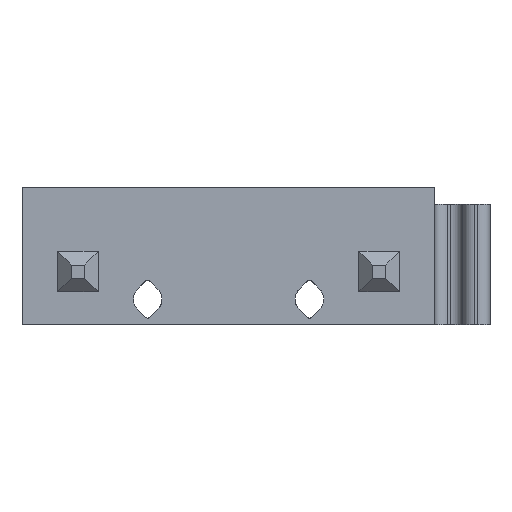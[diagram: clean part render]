
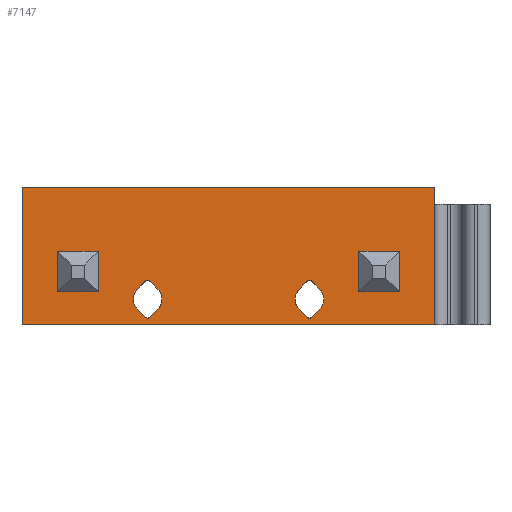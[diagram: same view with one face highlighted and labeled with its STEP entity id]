
A CAD part, left-side view. The second image highlights one B-rep face of the part: STEP entity #7147.
In plain terms, the highlighted planar face has unit normal (-1, 0, 0).
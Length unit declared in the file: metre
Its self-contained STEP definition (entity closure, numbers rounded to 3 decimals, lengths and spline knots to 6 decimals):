
#64=CIRCLE('',#7550,0.002075);
#65=CIRCLE('',#7551,0.0004);
#66=CIRCLE('',#7552,0.002075);
#67=CIRCLE('',#7553,0.0004);
#68=CIRCLE('',#7554,0.002075);
#69=CIRCLE('',#7555,0.0004);
#70=CIRCLE('',#7556,0.002075);
#71=CIRCLE('',#7557,0.0004);
#363=PLANE('',#7549);
#665=LINE('',#10462,#1442);
#690=LINE('',#10585,#1467);
#691=LINE('',#10588,#1468);
#692=LINE('',#10590,#1469);
#693=LINE('',#10592,#1470);
#694=LINE('',#10593,#1471);
#695=LINE('',#10596,#1472);
#696=LINE('',#10598,#1473);
#697=LINE('',#10600,#1474);
#698=LINE('',#10604,#1475);
#699=LINE('',#10608,#1476);
#700=LINE('',#10612,#1477);
#701=LINE('',#10616,#1478);
#702=LINE('',#10617,#1479);
#703=LINE('',#10622,#1480);
#704=LINE('',#10626,#1481);
#705=LINE('',#10630,#1482);
#706=LINE('',#10633,#1483);
#707=LINE('',#10635,#1484);
#708=LINE('',#10637,#1485);
#1442=VECTOR('',#8241,1.);
#1467=VECTOR('',#8276,1.);
#1468=VECTOR('',#8277,1.);
#1469=VECTOR('',#8278,1.);
#1470=VECTOR('',#8279,1.);
#1471=VECTOR('',#8280,1.);
#1472=VECTOR('',#8281,1.);
#1473=VECTOR('',#8282,1.);
#1474=VECTOR('',#8283,1.);
#1475=VECTOR('',#8286,1.);
#1476=VECTOR('',#8289,1.);
#1477=VECTOR('',#8292,1.);
#1478=VECTOR('',#8295,1.);
#1479=VECTOR('',#8296,1.);
#1480=VECTOR('',#8299,1.);
#1481=VECTOR('',#8302,1.);
#1482=VECTOR('',#8305,1.);
#1483=VECTOR('',#8308,1.);
#1484=VECTOR('',#8309,1.);
#1485=VECTOR('',#8310,1.);
#2456=ORIENTED_EDGE('',*,*,#4510,.T.);
#2457=ORIENTED_EDGE('',*,*,#4511,.T.);
#2458=ORIENTED_EDGE('',*,*,#4512,.T.);
#2459=ORIENTED_EDGE('',*,*,#4513,.T.);
#2460=ORIENTED_EDGE('',*,*,#4514,.T.);
#2461=ORIENTED_EDGE('',*,*,#4515,.T.);
#2462=ORIENTED_EDGE('',*,*,#4516,.T.);
#2463=ORIENTED_EDGE('',*,*,#4517,.T.);
#2464=ORIENTED_EDGE('',*,*,#4518,.F.);
#2465=ORIENTED_EDGE('',*,*,#4519,.T.);
#2466=ORIENTED_EDGE('',*,*,#4520,.F.);
#2467=ORIENTED_EDGE('',*,*,#4521,.F.);
#2468=ORIENTED_EDGE('',*,*,#4522,.F.);
#2469=ORIENTED_EDGE('',*,*,#4523,.F.);
#2470=ORIENTED_EDGE('',*,*,#4524,.F.);
#2471=ORIENTED_EDGE('',*,*,#4525,.T.);
#2472=ORIENTED_EDGE('',*,*,#4526,.F.);
#2473=ORIENTED_EDGE('',*,*,#4527,.T.);
#2474=ORIENTED_EDGE('',*,*,#4528,.F.);
#2475=ORIENTED_EDGE('',*,*,#4529,.T.);
#2476=ORIENTED_EDGE('',*,*,#4530,.T.);
#2477=ORIENTED_EDGE('',*,*,#4531,.T.);
#2478=ORIENTED_EDGE('',*,*,#4532,.T.);
#2479=ORIENTED_EDGE('',*,*,#4533,.T.);
#2480=ORIENTED_EDGE('',*,*,#4534,.T.);
#2481=ORIENTED_EDGE('',*,*,#4465,.F.);
#2482=ORIENTED_EDGE('',*,*,#4535,.T.);
#2483=ORIENTED_EDGE('',*,*,#4536,.T.);
#4465=EDGE_CURVE('',#5516,#5517,#665,.F.);
#4510=EDGE_CURVE('',#5561,#5562,#690,.T.);
#4511=EDGE_CURVE('',#5562,#5563,#691,.F.);
#4512=EDGE_CURVE('',#5563,#5564,#692,.F.);
#4513=EDGE_CURVE('',#5564,#5561,#693,.T.);
#4514=EDGE_CURVE('',#5565,#5566,#694,.F.);
#4515=EDGE_CURVE('',#5566,#5567,#695,.F.);
#4516=EDGE_CURVE('',#5567,#5568,#696,.T.);
#4517=EDGE_CURVE('',#5568,#5565,#697,.T.);
#4518=EDGE_CURVE('',#5569,#5570,#64,.F.);
#4519=EDGE_CURVE('',#5569,#5571,#698,.T.);
#4520=EDGE_CURVE('',#5572,#5571,#65,.F.);
#4521=EDGE_CURVE('',#5573,#5572,#699,.T.);
#4522=EDGE_CURVE('',#5574,#5573,#66,.F.);
#4523=EDGE_CURVE('',#5575,#5574,#700,.T.);
#4524=EDGE_CURVE('',#5576,#5575,#67,.F.);
#4525=EDGE_CURVE('',#5576,#5570,#701,.T.);
#4526=EDGE_CURVE('',#5577,#5578,#702,.T.);
#4527=EDGE_CURVE('',#5577,#5579,#68,.T.);
#4528=EDGE_CURVE('',#5580,#5579,#703,.T.);
#4529=EDGE_CURVE('',#5580,#5581,#69,.T.);
#4530=EDGE_CURVE('',#5581,#5582,#704,.T.);
#4531=EDGE_CURVE('',#5582,#5583,#70,.T.);
#4532=EDGE_CURVE('',#5583,#5584,#705,.T.);
#4533=EDGE_CURVE('',#5584,#5578,#71,.T.);
#4534=EDGE_CURVE('',#5585,#5517,#706,.T.);
#4535=EDGE_CURVE('',#5516,#5586,#707,.T.);
#4536=EDGE_CURVE('',#5586,#5585,#708,.F.);
#5516=VERTEX_POINT('',#10463);
#5517=VERTEX_POINT('',#10464);
#5561=VERTEX_POINT('',#10586);
#5562=VERTEX_POINT('',#10587);
#5563=VERTEX_POINT('',#10589);
#5564=VERTEX_POINT('',#10591);
#5565=VERTEX_POINT('',#10594);
#5566=VERTEX_POINT('',#10595);
#5567=VERTEX_POINT('',#10597);
#5568=VERTEX_POINT('',#10599);
#5569=VERTEX_POINT('',#10602);
#5570=VERTEX_POINT('',#10603);
#5571=VERTEX_POINT('',#10605);
#5572=VERTEX_POINT('',#10607);
#5573=VERTEX_POINT('',#10609);
#5574=VERTEX_POINT('',#10611);
#5575=VERTEX_POINT('',#10613);
#5576=VERTEX_POINT('',#10615);
#5577=VERTEX_POINT('',#10618);
#5578=VERTEX_POINT('',#10619);
#5579=VERTEX_POINT('',#10621);
#5580=VERTEX_POINT('',#10623);
#5581=VERTEX_POINT('',#10625);
#5582=VERTEX_POINT('',#10627);
#5583=VERTEX_POINT('',#10629);
#5584=VERTEX_POINT('',#10631);
#5585=VERTEX_POINT('',#10634);
#5586=VERTEX_POINT('',#10636);
#6297=EDGE_LOOP('',(#2456,#2457,#2458,#2459));
#6298=EDGE_LOOP('',(#2460,#2461,#2462,#2463));
#6299=EDGE_LOOP('',(#2464,#2465,#2466,#2467,#2468,#2469,#2470,#2471));
#6300=EDGE_LOOP('',(#2472,#2473,#2474,#2475,#2476,#2477,#2478,#2479));
#6301=EDGE_LOOP('',(#2480,#2481,#2482,#2483));
#6704=FACE_BOUND('',#6297,.T.);
#6705=FACE_BOUND('',#6298,.T.);
#6706=FACE_BOUND('',#6299,.T.);
#6707=FACE_BOUND('',#6300,.T.);
#6708=FACE_BOUND('',#6301,.T.);
#7147=ADVANCED_FACE('',(#6704,#6705,#6706,#6707,#6708),#363,.F.);
#7549=AXIS2_PLACEMENT_3D('',#10584,#8274,#8275);
#7550=AXIS2_PLACEMENT_3D('',#10601,#8284,#8285);
#7551=AXIS2_PLACEMENT_3D('',#10606,#8287,#8288);
#7552=AXIS2_PLACEMENT_3D('',#10610,#8290,#8291);
#7553=AXIS2_PLACEMENT_3D('',#10614,#8293,#8294);
#7554=AXIS2_PLACEMENT_3D('',#10620,#8297,#8298);
#7555=AXIS2_PLACEMENT_3D('',#10624,#8300,#8301);
#7556=AXIS2_PLACEMENT_3D('',#10628,#8303,#8304);
#7557=AXIS2_PLACEMENT_3D('',#10632,#8306,#8307);
#8241=DIRECTION('',(0.,1.,0.));
#8274=DIRECTION('',(1.,0.,0.));
#8275=DIRECTION('',(0.,1.,0.));
#8276=DIRECTION('',(0.,0.,1.));
#8277=DIRECTION('',(0.,1.,0.));
#8278=DIRECTION('',(0.,0.,1.));
#8279=DIRECTION('',(0.,1.,0.));
#8280=DIRECTION('',(0.,0.,1.));
#8281=DIRECTION('',(0.,-1.,0.));
#8282=DIRECTION('',(0.,0.,1.));
#8283=DIRECTION('',(0.,-1.,0.));
#8284=DIRECTION('',(1.,0.,0.));
#8285=DIRECTION('',(0.,1.,0.));
#8286=DIRECTION('',(0.,0.707,-0.707));
#8287=DIRECTION('',(1.,0.,0.));
#8288=DIRECTION('',(0.,1.,0.));
#8289=DIRECTION('',(0.,-0.707,-0.707));
#8290=DIRECTION('',(1.,0.,0.));
#8291=DIRECTION('',(0.,1.,0.));
#8292=DIRECTION('',(0.,0.707,-0.707));
#8293=DIRECTION('',(1.,0.,0.));
#8294=DIRECTION('',(0.,1.,0.));
#8295=DIRECTION('',(0.,-0.707,-0.707));
#8296=DIRECTION('',(0.,-0.707,-0.707));
#8297=DIRECTION('',(1.,0.,0.));
#8298=DIRECTION('',(0.,1.,0.));
#8299=DIRECTION('',(0.,0.707,-0.707));
#8300=DIRECTION('',(1.,0.,0.));
#8301=DIRECTION('',(0.,1.,0.));
#8302=DIRECTION('',(0.,-0.707,-0.707));
#8303=DIRECTION('',(1.,0.,0.));
#8304=DIRECTION('',(0.,1.,0.));
#8305=DIRECTION('',(0.,0.707,-0.707));
#8306=DIRECTION('',(1.,0.,0.));
#8307=DIRECTION('',(0.,1.,0.));
#8308=DIRECTION('',(0.,0.,1.));
#8309=DIRECTION('',(0.,0.,-1.));
#8310=DIRECTION('',(0.,1.,0.));
#10462=CARTESIAN_POINT('',(1.230025,1.542111,0.38));
#10463=CARTESIAN_POINT('',(1.230025,1.65,0.38));
#10464=CARTESIAN_POINT('',(1.230025,1.590025,0.38));
#10584=CARTESIAN_POINT('',(1.230025,1.542111,0.38));
#10585=CARTESIAN_POINT('',(1.230025,1.601071,0.38));
#10586=CARTESIAN_POINT('',(1.230025,1.601071,0.364783));
#10587=CARTESIAN_POINT('',(1.230025,1.601071,0.370683));
#10588=CARTESIAN_POINT('',(1.230025,1.542111,0.370683));
#10589=CARTESIAN_POINT('',(1.230025,1.595171,0.370683));
#10590=CARTESIAN_POINT('',(1.230025,1.595171,0.38));
#10591=CARTESIAN_POINT('',(1.230025,1.595171,0.364783));
#10592=CARTESIAN_POINT('',(1.230025,1.542111,0.364783));
#10593=CARTESIAN_POINT('',(1.230025,1.638929,0.38));
#10594=CARTESIAN_POINT('',(1.230025,1.638929,0.370683));
#10595=CARTESIAN_POINT('',(1.230025,1.638929,0.364783));
#10596=CARTESIAN_POINT('',(1.230025,1.542111,0.364783));
#10597=CARTESIAN_POINT('',(1.230025,1.644829,0.364783));
#10598=CARTESIAN_POINT('',(1.230025,1.644829,0.38));
#10599=CARTESIAN_POINT('',(1.230025,1.644829,0.370683));
#10600=CARTESIAN_POINT('',(1.230025,1.542111,0.370683));
#10601=CARTESIAN_POINT('',(1.230025,1.608267,0.363733));
#10602=CARTESIAN_POINT('',(1.230025,1.606799,0.362266));
#10603=CARTESIAN_POINT('',(1.230025,1.606799,0.365201));
#10604=CARTESIAN_POINT('',(1.230025,1.565588,0.403477));
#10605=CARTESIAN_POINT('',(1.230025,1.607984,0.361082));
#10606=CARTESIAN_POINT('',(1.230025,1.608267,0.361365));
#10607=CARTESIAN_POINT('',(1.230025,1.608549,0.361082));
#10608=CARTESIAN_POINT('',(1.230025,1.584789,0.337322));
#10609=CARTESIAN_POINT('',(1.230025,1.609734,0.362266));
#10610=CARTESIAN_POINT('',(1.230025,1.608267,0.363733));
#10611=CARTESIAN_POINT('',(1.230025,1.609734,0.365201));
#10612=CARTESIAN_POINT('',(1.230025,1.568523,0.406412));
#10613=CARTESIAN_POINT('',(1.230025,1.608549,0.366385));
#10614=CARTESIAN_POINT('',(1.230025,1.608267,0.366102));
#10615=CARTESIAN_POINT('',(1.230025,1.607984,0.366385));
#10616=CARTESIAN_POINT('',(1.230025,1.581855,0.340256));
#10617=CARTESIAN_POINT('',(1.230025,1.596523,0.325588));
#10618=CARTESIAN_POINT('',(1.230025,1.633201,0.362266));
#10619=CARTESIAN_POINT('',(1.230025,1.632016,0.361082));
#10620=CARTESIAN_POINT('',(1.230025,1.631733,0.363733));
#10621=CARTESIAN_POINT('',(1.230025,1.633201,0.365201));
#10622=CARTESIAN_POINT('',(1.230025,1.580256,0.418145));
#10623=CARTESIAN_POINT('',(1.230025,1.632016,0.366385));
#10624=CARTESIAN_POINT('',(1.230025,1.631733,0.366102));
#10625=CARTESIAN_POINT('',(1.230025,1.631451,0.366385));
#10626=CARTESIAN_POINT('',(1.230025,1.593588,0.328523));
#10627=CARTESIAN_POINT('',(1.230025,1.630266,0.365201));
#10628=CARTESIAN_POINT('',(1.230025,1.631733,0.363733));
#10629=CARTESIAN_POINT('',(1.230025,1.630266,0.362266));
#10630=CARTESIAN_POINT('',(1.230025,1.577322,0.415211));
#10631=CARTESIAN_POINT('',(1.230025,1.631451,0.361082));
#10632=CARTESIAN_POINT('',(1.230025,1.631733,0.361365));
#10633=CARTESIAN_POINT('',(1.230025,1.590025,0.38));
#10634=CARTESIAN_POINT('',(1.230025,1.590025,0.36));
#10635=CARTESIAN_POINT('',(1.230025,1.65,0.38));
#10636=CARTESIAN_POINT('',(1.230025,1.65,0.36));
#10637=CARTESIAN_POINT('',(1.230025,1.662111,0.36));
